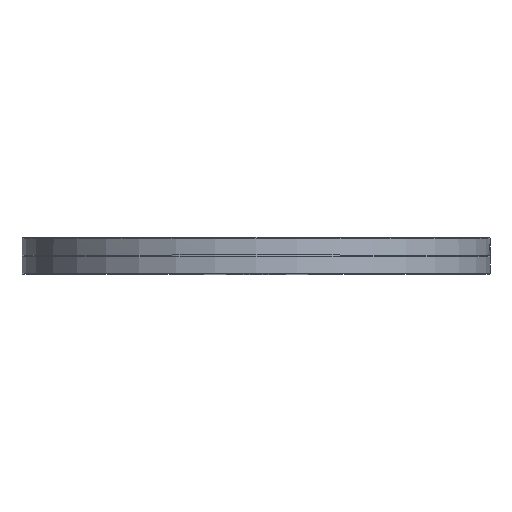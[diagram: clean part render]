
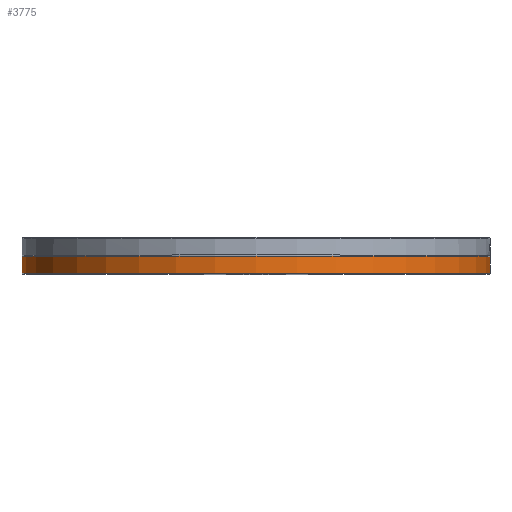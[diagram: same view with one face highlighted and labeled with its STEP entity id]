
A CAD part, top view. The second image highlights one B-rep face of the part: STEP entity #3775.
In plain terms, the highlighted cylindrical face has radius 184.15 mm (diameter 368.3 mm), a full revolution.
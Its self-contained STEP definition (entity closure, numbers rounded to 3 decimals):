
#183=CYLINDRICAL_SURFACE('',#4069,184.15);
#370=FACE_OUTER_BOUND('',#626,.T.);
#626=EDGE_LOOP('',(#2617,#2618,#2619,#2620,#2621,#2622));
#886=LINE('',#5686,#1115);
#1115=VECTOR('',#4593,184.15);
#1381=CIRCLE('',#4067,184.15);
#1382=CIRCLE('',#4068,184.15);
#1383=CIRCLE('',#4070,184.15);
#1384=CIRCLE('',#4071,184.15);
#1620=VERTEX_POINT('',#5676);
#1621=VERTEX_POINT('',#5677);
#1622=VERTEX_POINT('',#5682);
#1623=VERTEX_POINT('',#5683);
#2004=EDGE_CURVE('',#1620,#1621,#1381,.T.);
#2005=EDGE_CURVE('',#1621,#1620,#1382,.T.);
#2007=EDGE_CURVE('',#1622,#1623,#1383,.T.);
#2008=EDGE_CURVE('',#1623,#1622,#1384,.T.);
#2009=EDGE_CURVE('',#1623,#1621,#886,.T.);
#2617=ORIENTED_EDGE('',*,*,#2007,.F.);
#2618=ORIENTED_EDGE('',*,*,#2008,.F.);
#2619=ORIENTED_EDGE('',*,*,#2009,.T.);
#2620=ORIENTED_EDGE('',*,*,#2004,.F.);
#2621=ORIENTED_EDGE('',*,*,#2005,.F.);
#2622=ORIENTED_EDGE('',*,*,#2009,.F.);
#3775=ADVANCED_FACE('',(#370),#183,.T.);
#4067=AXIS2_PLACEMENT_3D('',#5678,#4582,#4583);
#4068=AXIS2_PLACEMENT_3D('',#5679,#4584,#4585);
#4069=AXIS2_PLACEMENT_3D('',#5681,#4587,#4588);
#4070=AXIS2_PLACEMENT_3D('',#5684,#4589,#4590);
#4071=AXIS2_PLACEMENT_3D('',#5685,#4591,#4592);
#4582=DIRECTION('center_axis',(0.,-1.,0.));
#4583=DIRECTION('ref_axis',(1.,0.,0.));
#4584=DIRECTION('center_axis',(0.,-1.,0.));
#4585=DIRECTION('ref_axis',(1.,0.,0.));
#4587=DIRECTION('center_axis',(0.,1.,0.));
#4588=DIRECTION('ref_axis',(-1.,0.,0.));
#4589=DIRECTION('center_axis',(0.,1.,0.));
#4590=DIRECTION('ref_axis',(1.,0.,0.));
#4591=DIRECTION('center_axis',(0.,1.,0.));
#4592=DIRECTION('ref_axis',(1.,0.,0.));
#4593=DIRECTION('',(0.,-1.,0.));
#5676=CARTESIAN_POINT('',(-184.15,0.5,0.));
#5677=CARTESIAN_POINT('',(184.15,0.5,0.));
#5678=CARTESIAN_POINT('Origin',(0.,0.5,0.));
#5679=CARTESIAN_POINT('Origin',(0.,0.5,0.));
#5681=CARTESIAN_POINT('Origin',(0.,6.881,0.));
#5682=CARTESIAN_POINT('',(0.,13.763,-184.15));
#5683=CARTESIAN_POINT('',(184.15,13.763,0.));
#5684=CARTESIAN_POINT('Origin',(0.,13.763,0.));
#5685=CARTESIAN_POINT('Origin',(0.,13.763,0.));
#5686=CARTESIAN_POINT('',(184.15,6.881,0.));
